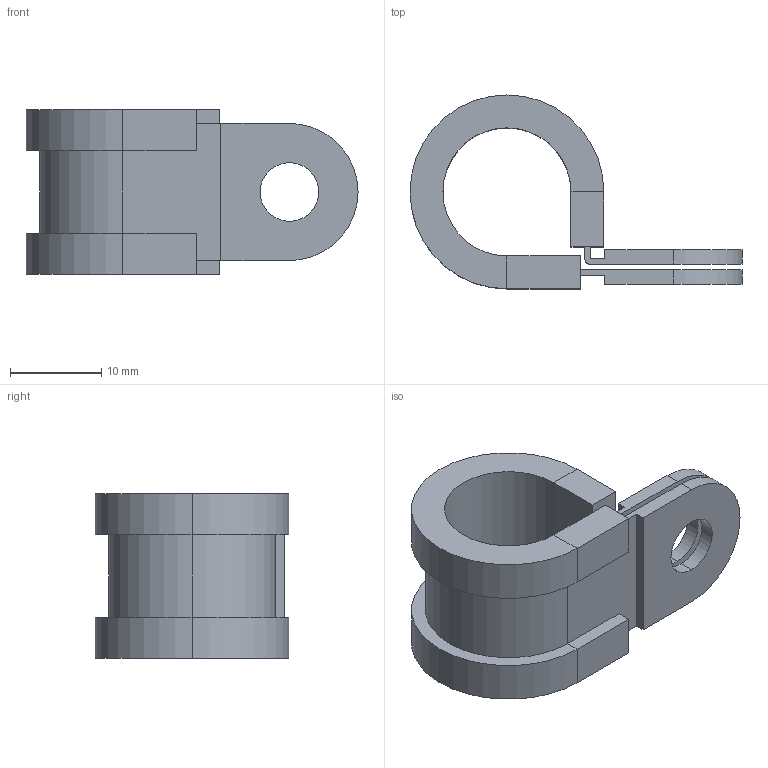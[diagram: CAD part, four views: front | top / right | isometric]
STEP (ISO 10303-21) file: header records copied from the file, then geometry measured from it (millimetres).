
FILE_DESCRIPTION (( 'STEP AP203' ), '1' );
FILE_NAME ('3D-R396-17_173763240.STEP', '2024-08-29T14:45:06', ( '' ), ( '' ), 'SwSTEP 2.0', 'SolidWorks 2024', '' );
FILE_SCHEMA (( 'CONFIG_CONTROL_DESIGN' ));
Length unit declared in the file: millimetre
Products named in the file (1): 3D-R396-17_173763240
Bounding box: 36.3 x 21.2 x 18 mm (x, y, z)
Volume: 3373.2 mm3; surface area: 3680.4 mm2
Topology: 1 solids, 1 shells, 49 faces, 125 edges, 78 vertices
Faces by surface type: plane 34, cylinder 15
Entity records: 1546 total; most frequent: DIRECTION 255, CARTESIAN_POINT 253, ORIENTED_EDGE 250, EDGE_CURVE 125, LINE 95, VECTOR 95, AXIS2_PLACEMENT_3D 80, VERTEX_POINT 78
